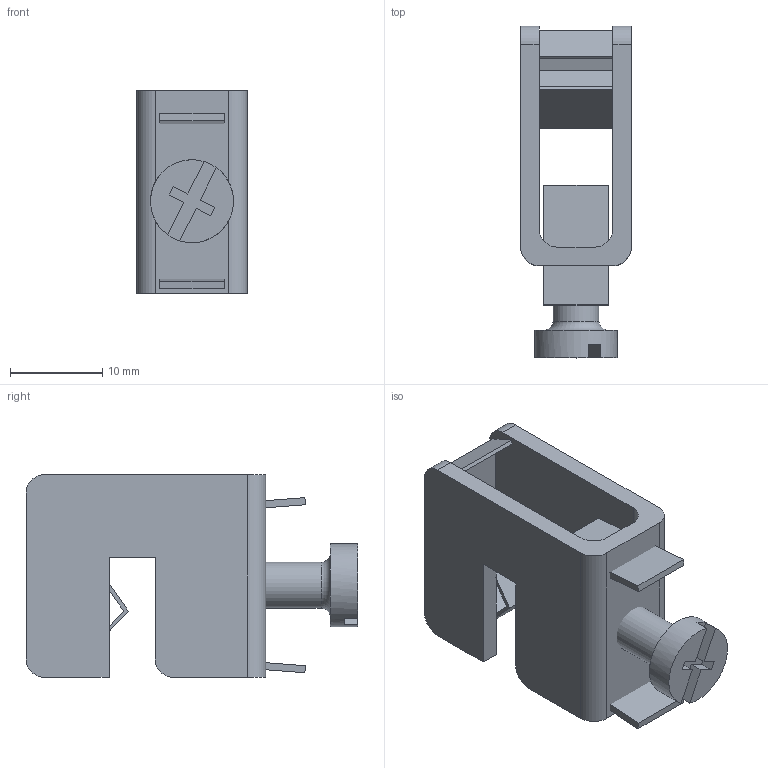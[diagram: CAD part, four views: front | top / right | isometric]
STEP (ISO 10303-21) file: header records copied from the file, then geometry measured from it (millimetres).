
FILE_DESCRIPTION((''),'2;1');
FILE_NAME('ZEI_ART_3DSTP_01284.stp','2013-06-13T14:07:00',('Alois Weiner'),(''),'Autodesk Inventor 2013','Autodesk Inventor 2013','');
FILE_SCHEMA(('AUTOMOTIVE_DESIGN { 1 0 10303 214 1 1 1 1 }'));
Length unit declared in the file: millimetre
Products named in the file (4): 01284000; 71180000; 80024000; 71191000
Assembly tree (3 placements, depth 2):
  01284000
    71180000
    80024000
    71191000
Bounding box: 12 x 36 x 22 mm (x, y, z)
Volume: 3148.6 mm3; surface area: 4483.8 mm2
Topology: 3 solids, 3 shells, 73 faces, 209 edges, 136 vertices
Faces by surface type: plane 58, cylinder 13, torus 1, cone 1
Full cylindrical faces by diameter (mm): 4.134 x1, 5 x1, 9 x1
Entity records: 2467 total; most frequent: CARTESIAN_POINT 426, ORIENTED_EDGE 404, DIRECTION 392, EDGE_CURVE 202, VECTOR 168, LINE 168, VERTEX_POINT 134, AXIS2_PLACEMENT_3D 112
